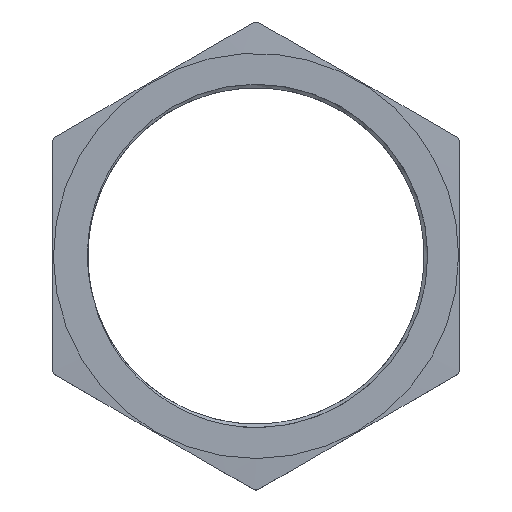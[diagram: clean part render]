
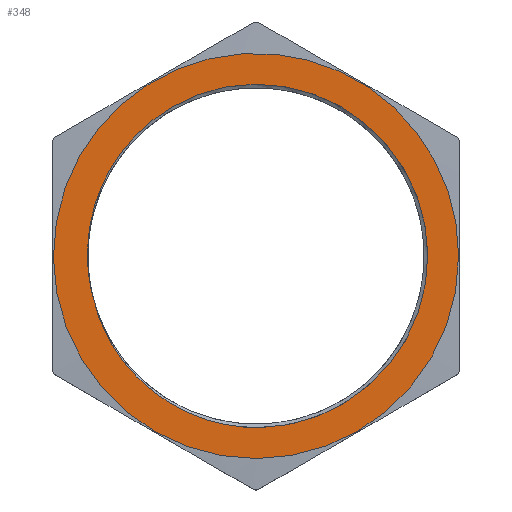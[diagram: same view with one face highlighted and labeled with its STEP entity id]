
A CAD part, top view. The second image highlights one B-rep face of the part: STEP entity #348.
In plain terms, the highlighted planar face has unit normal (0, 0, 1).
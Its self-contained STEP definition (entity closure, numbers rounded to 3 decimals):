
#18=FACE_BOUND('',#134,.T.);
#64=PLANE('',#392);
#66=CIRCLE('',#359,49.658);
#68=CIRCLE('',#362,50.658);
#69=CIRCLE('',#370,59.75);
#110=FACE_OUTER_BOUND('',#133,.T.);
#133=EDGE_LOOP('',(#322));
#134=EDGE_LOOP('',(#323,#324,#325,#326));
#137=B_SPLINE_CURVE_WITH_KNOTS('',3,(#773,#774,#775,#776,#777,#778,#779,
#780,#781,#782,#783,#784,#785,#786,#787,#788),.UNSPECIFIED.,.F.,.F.,(4,
3,3,3,3,4),(-6.919,-4.877,-2.631,-2.447,
-0.656,0.),.UNSPECIFIED.);
#142=B_SPLINE_CURVE_WITH_KNOTS('',3,(#1289,#1290,#1291,#1292,#1293,#1294,
#1295,#1296,#1297,#1298,#1299,#1300,#1301,#1302,#1303,#1304),
 .UNSPECIFIED.,.F.,.F.,(4,3,3,3,3,4),(-6.916,-4.846,
-2.585,-2.415,-0.619,0.),
 .UNSPECIFIED.);
#145=VERTEX_POINT('',#718);
#146=VERTEX_POINT('',#772);
#148=VERTEX_POINT('',#845);
#150=VERTEX_POINT('',#1137);
#175=VERTEX_POINT('',#1387);
#179=EDGE_CURVE('',#145,#146,#137,.T.);
#183=EDGE_CURVE('',#148,#145,#66,.T.);
#186=EDGE_CURVE('',#150,#148,#142,.T.);
#188=EDGE_CURVE('',#150,#146,#68,.T.);
#213=EDGE_CURVE('',#175,#175,#69,.T.);
#322=ORIENTED_EDGE('',*,*,#213,.F.);
#323=ORIENTED_EDGE('',*,*,#188,.T.);
#324=ORIENTED_EDGE('',*,*,#179,.F.);
#325=ORIENTED_EDGE('',*,*,#183,.F.);
#326=ORIENTED_EDGE('',*,*,#186,.F.);
#348=ADVANCED_FACE('',(#110,#18),#64,.T.);
#359=AXIS2_PLACEMENT_3D('',#899,#399,#400);
#362=AXIS2_PLACEMENT_3D('',#1307,#405,#406);
#370=AXIS2_PLACEMENT_3D('',#1388,#433,#434);
#392=AXIS2_PLACEMENT_3D('',#1411,#477,#478);
#399=DIRECTION('center_axis',(0.,0.,1.));
#400=DIRECTION('ref_axis',(-1.,0.,0.));
#405=DIRECTION('center_axis',(0.,0.,-1.));
#406=DIRECTION('ref_axis',(-1.,0.,0.));
#433=DIRECTION('center_axis',(0.,0.,-1.));
#434=DIRECTION('ref_axis',(-1.,0.,0.));
#477=DIRECTION('center_axis',(0.,0.,1.));
#478=DIRECTION('ref_axis',(1.,0.,0.));
#718=CARTESIAN_POINT('',(-48.59,-10.244,12.));
#772=CARTESIAN_POINT('',(0.627,-50.654,12.));
#773=CARTESIAN_POINT('Ctrl Pts',(-48.592,-10.244,12.));
#774=CARTESIAN_POINT('Ctrl Pts',(-47.28,-16.92,12.));
#775=CARTESIAN_POINT('Ctrl Pts',(-44.596,-23.31,12.));
#776=CARTESIAN_POINT('Ctrl Pts',(-40.751,-28.902,12.));
#777=CARTESIAN_POINT('Ctrl Pts',(-36.523,-35.05,12.));
#778=CARTESIAN_POINT('Ctrl Pts',(-30.885,-40.234,12.));
#779=CARTESIAN_POINT('Ctrl Pts',(-24.428,-43.951,12.));
#780=CARTESIAN_POINT('Ctrl Pts',(-23.898,-44.256,12.));
#781=CARTESIAN_POINT('Ctrl Pts',(-23.361,-44.552,12.));
#782=CARTESIAN_POINT('Ctrl Pts',(-22.819,-44.838,12.));
#783=CARTESIAN_POINT('Ctrl Pts',(-17.559,-47.611,12.));
#784=CARTESIAN_POINT('Ctrl Pts',(-11.788,-49.433,12.));
#785=CARTESIAN_POINT('Ctrl Pts',(-5.895,-50.215,12.));
#786=CARTESIAN_POINT('Ctrl Pts',(-3.738,-50.502,12.));
#787=CARTESIAN_POINT('Ctrl Pts',(-1.559,-50.65,12.));
#788=CARTESIAN_POINT('Ctrl Pts',(0.627,-50.654,12.));
#845=CARTESIAN_POINT('',(-49.656,0.491,12.));
#899=CARTESIAN_POINT('Origin',(0.,0.,12.));
#1137=CARTESIAN_POINT('',(-9.345,49.789,12.));
#1289=CARTESIAN_POINT('Ctrl Pts',(-9.344,49.791,12.));
#1290=CARTESIAN_POINT('Ctrl Pts',(-16.106,48.415,12.));
#1291=CARTESIAN_POINT('Ctrl Pts',(-22.57,45.656,12.));
#1292=CARTESIAN_POINT('Ctrl Pts',(-28.214,41.72,12.));
#1293=CARTESIAN_POINT('Ctrl Pts',(-34.38,37.419,12.));
#1294=CARTESIAN_POINT('Ctrl Pts',(-39.566,31.703,12.));
#1295=CARTESIAN_POINT('Ctrl Pts',(-43.249,25.165,12.));
#1296=CARTESIAN_POINT('Ctrl Pts',(-43.527,24.672,12.));
#1297=CARTESIAN_POINT('Ctrl Pts',(-43.796,24.174,12.));
#1298=CARTESIAN_POINT('Ctrl Pts',(-44.057,23.671,12.));
#1299=CARTESIAN_POINT('Ctrl Pts',(-46.803,18.376,12.));
#1300=CARTESIAN_POINT('Ctrl Pts',(-48.583,12.569,12.));
#1301=CARTESIAN_POINT('Ctrl Pts',(-49.298,6.65,12.));
#1302=CARTESIAN_POINT('Ctrl Pts',(-49.544,4.611,12.));
#1303=CARTESIAN_POINT('Ctrl Pts',(-49.665,2.554,12.));
#1304=CARTESIAN_POINT('Ctrl Pts',(-49.656,0.491,12.));
#1307=CARTESIAN_POINT('Origin',(0.,0.,12.));
#1387=CARTESIAN_POINT('',(59.75,0.,12.));
#1388=CARTESIAN_POINT('Origin',(0.,0.,12.));
#1411=CARTESIAN_POINT('Origin',(59.755,-34.499,12.));
